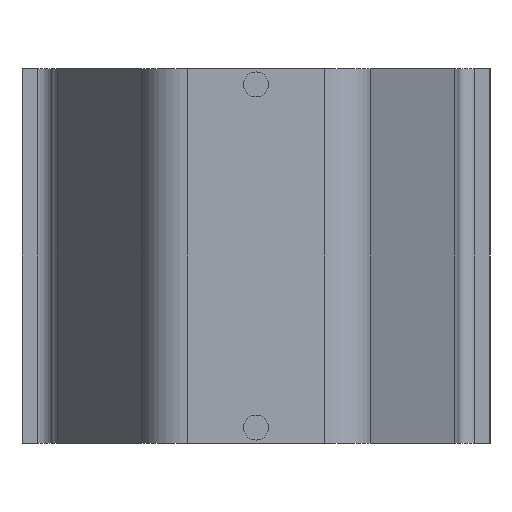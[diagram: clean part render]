
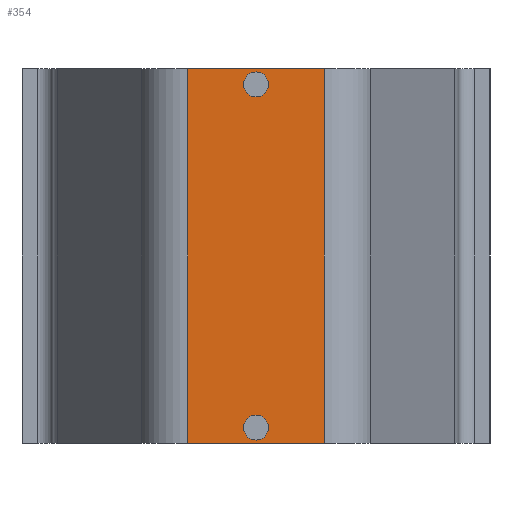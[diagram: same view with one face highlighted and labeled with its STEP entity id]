
A CAD part, left-side view. The second image highlights one B-rep face of the part: STEP entity #354.
In plain terms, the highlighted planar face has unit normal (-1, 0, 0).
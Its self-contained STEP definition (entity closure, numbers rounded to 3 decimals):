
#27 = DIRECTION ( 'NONE',  ( 0., 1., 0. ) ) ;
#32 = EDGE_CURVE ( 'NONE', #933, #1008, #1110, .T. ) ;
#38 = CIRCLE ( 'NONE', #1007, 0.4 ) ;
#77 = EDGE_CURVE ( 'NONE', #345, #1022, #762, .T. ) ;
#79 = ORIENTED_EDGE ( 'NONE', *, *, #351, .F. ) ;
#95 = CARTESIAN_POINT ( 'NONE',  ( -13.6, -0.4, 5.5 ) ) ;
#104 = CARTESIAN_POINT ( 'NONE',  ( -13.6, 0., -5.5 ) ) ;
#126 = ORIENTED_EDGE ( 'NONE', *, *, #338, .F. ) ;
#130 = EDGE_CURVE ( 'NONE', #1280, #963, #481, .T. ) ;
#132 = LINE ( 'NONE', #658, #635 ) ;
#136 = CARTESIAN_POINT ( 'NONE',  ( -13.6, 2.186, 6. ) ) ;
#183 = AXIS2_PLACEMENT_3D ( 'NONE', #1103, #434, #630 ) ;
#196 = CARTESIAN_POINT ( 'NONE',  ( -13.6, 7.5, -6. ) ) ;
#197 = DIRECTION ( 'NONE',  ( 0., 0., -1. ) ) ;
#260 = LINE ( 'NONE', #196, #1012 ) ;
#265 = DIRECTION ( 'NONE',  ( -1., 0., 0. ) ) ;
#278 = FACE_BOUND ( 'NONE', #737, .T. ) ;
#281 = FACE_BOUND ( 'NONE', #960, .T. ) ;
#301 = DIRECTION ( 'NONE',  ( 0., -1., 0. ) ) ;
#329 = CARTESIAN_POINT ( 'NONE',  ( -13.6, -2.186, -6. ) ) ;
#338 = EDGE_CURVE ( 'NONE', #1008, #933, #1030, .T. ) ;
#345 = VERTEX_POINT ( 'NONE', #136 ) ;
#347 = DIRECTION ( 'NONE',  ( -1., 0., 0. ) ) ;
#350 = PLANE ( 'NONE',  #1085 ) ;
#351 = EDGE_CURVE ( 'NONE', #963, #1280, #38, .T. ) ;
#354 = ADVANCED_FACE ( 'NONE', ( #281, #278, #802 ), #350, .F. ) ;
#371 = CARTESIAN_POINT ( 'NONE',  ( -13.6, 0., -5.5 ) ) ;
#377 = CARTESIAN_POINT ( 'NONE',  ( -13.6, 0.4, 5.5 ) ) ;
#420 = CARTESIAN_POINT ( 'NONE',  ( -13.6, 7.5, 6. ) ) ;
#422 = DIRECTION ( 'NONE',  ( 0., 1., 0. ) ) ;
#427 = DIRECTION ( 'NONE',  ( 0., -1., 0. ) ) ;
#434 = DIRECTION ( 'NONE',  ( -1., 0., 0. ) ) ;
#452 = DIRECTION ( 'NONE',  ( 0., 1., 0. ) ) ;
#470 = EDGE_CURVE ( 'NONE', #345, #942, #675, .T. ) ;
#480 = CARTESIAN_POINT ( 'NONE',  ( -13.6, -2.186, 6. ) ) ;
#481 = CIRCLE ( 'NONE', #981, 0.4 ) ;
#493 = CARTESIAN_POINT ( 'NONE',  ( -13.6, -0.4, -5.5 ) ) ;
#495 = VERTEX_POINT ( 'NONE', #329 ) ;
#507 = VECTOR ( 'NONE', #197, 1000. ) ;
#576 = ORIENTED_EDGE ( 'NONE', *, *, #606, .T. ) ;
#599 = ORIENTED_EDGE ( 'NONE', *, *, #470, .F. ) ;
#602 = EDGE_LOOP ( 'NONE', ( #576, #1175, #599, #667 ) ) ;
#606 = EDGE_CURVE ( 'NONE', #1022, #495, #260, .T. ) ;
#628 = DIRECTION ( 'NONE',  ( 1., 0., 0. ) ) ;
#630 = DIRECTION ( 'NONE',  ( 0., 1., 0. ) ) ;
#635 = VECTOR ( 'NONE', #1044, 1000. ) ;
#658 = CARTESIAN_POINT ( 'NONE',  ( -13.6, -2.186, 17.278 ) ) ;
#667 = ORIENTED_EDGE ( 'NONE', *, *, #77, .T. ) ;
#675 = LINE ( 'NONE', #420, #931 ) ;
#737 = EDGE_LOOP ( 'NONE', ( #79, #973 ) ) ;
#758 = DIRECTION ( 'NONE',  ( 0., 1., 0. ) ) ;
#762 = LINE ( 'NONE', #1058, #507 ) ;
#768 = AXIS2_PLACEMENT_3D ( 'NONE', #920, #347, #452 ) ;
#798 = CARTESIAN_POINT ( 'NONE',  ( -13.6, 2.186, -6. ) ) ;
#802 = FACE_OUTER_BOUND ( 'NONE', #602, .T. ) ;
#869 = EDGE_CURVE ( 'NONE', #942, #495, #132, .T. ) ;
#920 = CARTESIAN_POINT ( 'NONE',  ( -13.6, 0., 5.5 ) ) ;
#931 = VECTOR ( 'NONE', #427, 1000. ) ;
#933 = VERTEX_POINT ( 'NONE', #377 ) ;
#942 = VERTEX_POINT ( 'NONE', #480 ) ;
#960 = EDGE_LOOP ( 'NONE', ( #1128, #126 ) ) ;
#963 = VERTEX_POINT ( 'NONE', #1172 ) ;
#973 = ORIENTED_EDGE ( 'NONE', *, *, #130, .F. ) ;
#981 = AXIS2_PLACEMENT_3D ( 'NONE', #104, #998, #422 ) ;
#998 = DIRECTION ( 'NONE',  ( -1., 0., 0. ) ) ;
#1007 = AXIS2_PLACEMENT_3D ( 'NONE', #371, #265, #758 ) ;
#1008 = VERTEX_POINT ( 'NONE', #95 ) ;
#1012 = VECTOR ( 'NONE', #301, 1000. ) ;
#1022 = VERTEX_POINT ( 'NONE', #798 ) ;
#1030 = CIRCLE ( 'NONE', #768, 0.4 ) ;
#1044 = DIRECTION ( 'NONE',  ( 0., 0., -1. ) ) ;
#1058 = CARTESIAN_POINT ( 'NONE',  ( -13.6, 2.186, 17.278 ) ) ;
#1085 = AXIS2_PLACEMENT_3D ( 'NONE', #1145, #628, #27 ) ;
#1103 = CARTESIAN_POINT ( 'NONE',  ( -13.6, 0., 5.5 ) ) ;
#1110 = CIRCLE ( 'NONE', #183, 0.4 ) ;
#1128 = ORIENTED_EDGE ( 'NONE', *, *, #32, .F. ) ;
#1145 = CARTESIAN_POINT ( 'NONE',  ( -13.6, 7.5, 6. ) ) ;
#1172 = CARTESIAN_POINT ( 'NONE',  ( -13.6, 0.4, -5.5 ) ) ;
#1175 = ORIENTED_EDGE ( 'NONE', *, *, #869, .F. ) ;
#1280 = VERTEX_POINT ( 'NONE', #493 ) ;
